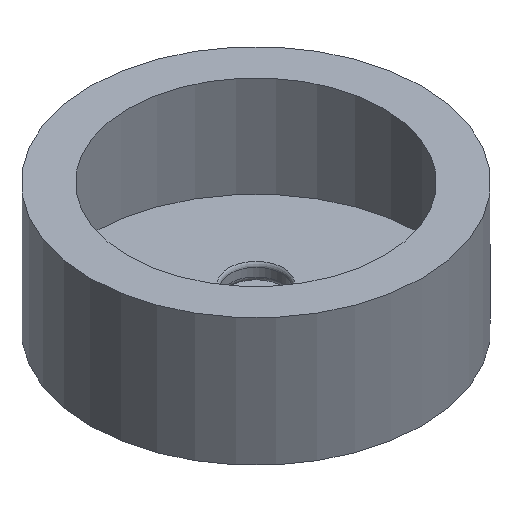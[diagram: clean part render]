
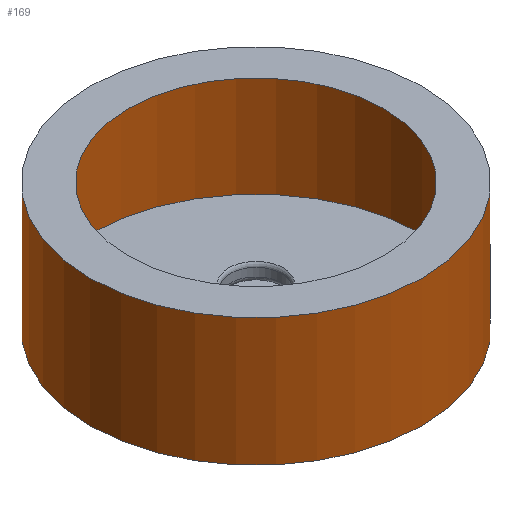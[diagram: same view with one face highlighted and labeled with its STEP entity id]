
A CAD part, isometric view. The second image highlights one B-rep face of the part: STEP entity #169.
In plain terms, the highlighted cylindrical face has radius 6.5 mm (diameter 13 mm), a full revolution.
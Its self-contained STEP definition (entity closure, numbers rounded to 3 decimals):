
#53	= DIRECTION('ref_axis',(1.,0.,0.));
#36	= DIRECTION('center_axis',(0.,0.,1.));
#72	= DIRECTION('ref_axis',(-1.,0.,0.));
#121	= CARTESIAN_POINT('Origin',(0.,0.,5.));
#133	= EDGE_CURVE('',#131,#131,#128,.T.);
#131	= VERTEX_POINT('',#132);
#132	= CARTESIAN_POINT('',(-6.5,0.,5.));
#128	= CIRCLE('',#129,6.5);
#129	= AXIS2_PLACEMENT_3D('',#121,#36,#53);
#151	= EDGE_CURVE('',#149,#149,#145,.T.);
#149	= VERTEX_POINT('',#150);
#150	= CARTESIAN_POINT('',(-6.5,0.,0.));
#145	= CIRCLE('',#146,6.5);
#146	= AXIS2_PLACEMENT_3D('',#147,#36,#53);
#147	= CARTESIAN_POINT('Origin',(0.,0.,0.));
#169	= ADVANCED_FACE('',(#171,#174),#168,.T.);
#171	= FACE_BOUND('',#172,.T.);
#172	= EDGE_LOOP('',(#170));
#170	= ORIENTED_EDGE('',*,*,#133,.F.);
#174	= FACE_BOUND('',#175,.T.);
#175	= EDGE_LOOP('',(#173));
#173	= ORIENTED_EDGE('',*,*,#151,.T.);
#168	= CYLINDRICAL_SURFACE('',#166,6.5);
#166	= AXIS2_PLACEMENT_3D('',#167,#36,#72);
#167	= CARTESIAN_POINT('Origin',(0.,0.,2.5));
